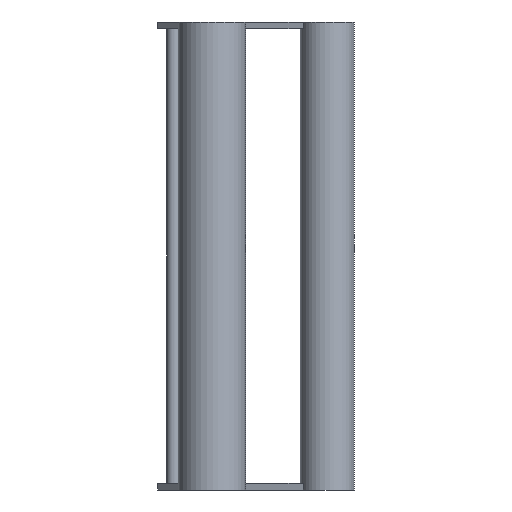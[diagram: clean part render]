
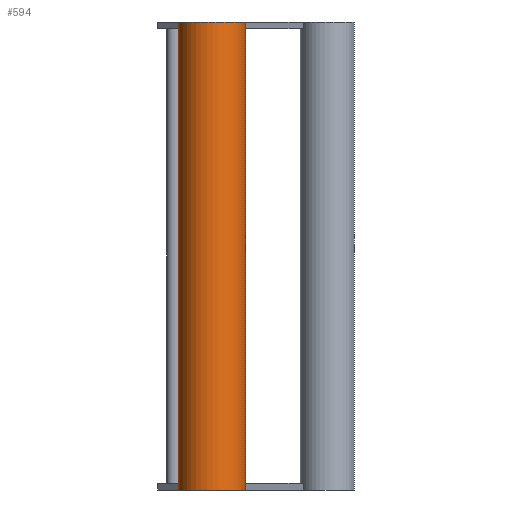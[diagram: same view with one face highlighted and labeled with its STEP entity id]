
A CAD part, left-side view. The second image highlights one B-rep face of the part: STEP entity #594.
In plain terms, the highlighted cylindrical face has radius 31.75 mm (diameter 63.5 mm), a full revolution.
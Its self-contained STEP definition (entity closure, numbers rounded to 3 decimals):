
#48=FACE_OUTER_BOUND('',#78,.T.);
#78=EDGE_LOOP('',(#495,#496,#497,#498,#499,#500,#501,#502,#503,#504,#505,
#506));
#105=LINE('',#914,#163);
#134=LINE('',#1010,#192);
#135=LINE('',#1012,#193);
#136=LINE('',#1013,#194);
#137=LINE('',#1014,#195);
#163=VECTOR('',#733,10.);
#192=VECTOR('',#816,10.);
#193=VECTOR('',#819,31.75);
#194=VECTOR('',#820,10.);
#195=VECTOR('',#821,10.);
#225=CIRCLE('',#648,31.75);
#229=CIRCLE('',#653,31.75);
#233=CIRCLE('',#658,31.75);
#234=CIRCLE('',#659,31.75);
#237=CIRCLE('',#663,31.75);
#238=CIRCLE('',#664,31.75);
#259=VERTEX_POINT('',#911);
#260=VERTEX_POINT('',#913);
#265=VERTEX_POINT('',#929);
#274=VERTEX_POINT('',#949);
#275=VERTEX_POINT('',#950);
#283=VERTEX_POINT('',#969);
#284=VERTEX_POINT('',#970);
#285=VERTEX_POINT('',#972);
#292=VERTEX_POINT('',#989);
#293=VERTEX_POINT('',#990);
#325=EDGE_CURVE('',#259,#260,#105,.T.);
#333=EDGE_CURVE('',#260,#265,#225,.T.);
#343=EDGE_CURVE('',#274,#275,#229,.T.);
#353=EDGE_CURVE('',#283,#284,#233,.T.);
#354=EDGE_CURVE('',#284,#285,#234,.T.);
#363=EDGE_CURVE('',#292,#293,#237,.T.);
#364=EDGE_CURVE('',#293,#259,#238,.T.);
#374=EDGE_CURVE('',#292,#265,#134,.T.);
#375=EDGE_CURVE('',#293,#284,#135,.T.);
#376=EDGE_CURVE('',#283,#275,#136,.T.);
#377=EDGE_CURVE('',#285,#274,#137,.T.);
#495=ORIENTED_EDGE('',*,*,#374,.T.);
#496=ORIENTED_EDGE('',*,*,#333,.F.);
#497=ORIENTED_EDGE('',*,*,#325,.F.);
#498=ORIENTED_EDGE('',*,*,#364,.F.);
#499=ORIENTED_EDGE('',*,*,#375,.T.);
#500=ORIENTED_EDGE('',*,*,#353,.F.);
#501=ORIENTED_EDGE('',*,*,#376,.T.);
#502=ORIENTED_EDGE('',*,*,#343,.F.);
#503=ORIENTED_EDGE('',*,*,#377,.F.);
#504=ORIENTED_EDGE('',*,*,#354,.F.);
#505=ORIENTED_EDGE('',*,*,#375,.F.);
#506=ORIENTED_EDGE('',*,*,#363,.F.);
#577=CYLINDRICAL_SURFACE('',#668,31.75);
#594=ADVANCED_FACE('',(#48),#577,.T.);
#648=AXIS2_PLACEMENT_3D('',#930,#751,#752);
#653=AXIS2_PLACEMENT_3D('',#951,#767,#768);
#658=AXIS2_PLACEMENT_3D('',#971,#783,#784);
#659=AXIS2_PLACEMENT_3D('',#973,#785,#786);
#663=AXIS2_PLACEMENT_3D('',#991,#799,#800);
#664=AXIS2_PLACEMENT_3D('',#992,#801,#802);
#668=AXIS2_PLACEMENT_3D('',#1011,#817,#818);
#733=DIRECTION('',(0.,0.,-1.));
#751=DIRECTION('center_axis',(0.,0.,-1.));
#752=DIRECTION('ref_axis',(-1.,0.,0.));
#767=DIRECTION('center_axis',(0.,0.,1.));
#768=DIRECTION('ref_axis',(-1.,0.,0.));
#783=DIRECTION('center_axis',(0.,0.,1.));
#784=DIRECTION('ref_axis',(-1.,0.,0.));
#785=DIRECTION('center_axis',(0.,0.,1.));
#786=DIRECTION('ref_axis',(-1.,0.,0.));
#799=DIRECTION('center_axis',(0.,0.,-1.));
#800=DIRECTION('ref_axis',(-1.,0.,0.));
#801=DIRECTION('center_axis',(0.,0.,-1.));
#802=DIRECTION('ref_axis',(-1.,0.,0.));
#816=DIRECTION('',(0.,0.,-1.));
#817=DIRECTION('center_axis',(0.,0.,-1.));
#818=DIRECTION('ref_axis',(-1.,0.,0.));
#819=DIRECTION('',(0.,0.,1.));
#820=DIRECTION('',(0.,0.,1.));
#821=DIRECTION('',(0.,0.,1.));
#911=CARTESIAN_POINT('',(-641.565,78.21,136.5));
#913=CARTESIAN_POINT('',(-641.565,78.21,130.));
#914=CARTESIAN_POINT('',(-641.565,78.21,136.5));
#929=CARTESIAN_POINT('',(-645.606,115.06,130.));
#930=CARTESIAN_POINT('Origin',(-669.21,93.825,130.));
#949=CARTESIAN_POINT('',(-645.606,115.06,570.));
#950=CARTESIAN_POINT('',(-641.565,78.21,570.));
#951=CARTESIAN_POINT('Origin',(-669.21,93.825,570.));
#969=CARTESIAN_POINT('',(-641.565,78.21,563.5));
#970=CARTESIAN_POINT('',(-637.46,93.825,563.5));
#971=CARTESIAN_POINT('Origin',(-669.21,93.825,563.5));
#972=CARTESIAN_POINT('',(-645.606,115.06,563.5));
#973=CARTESIAN_POINT('Origin',(-669.21,93.825,563.5));
#989=CARTESIAN_POINT('',(-645.606,115.06,136.5));
#990=CARTESIAN_POINT('',(-637.46,93.825,136.5));
#991=CARTESIAN_POINT('Origin',(-669.21,93.825,136.5));
#992=CARTESIAN_POINT('Origin',(-669.21,93.825,136.5));
#1010=CARTESIAN_POINT('',(-645.606,115.06,136.5));
#1011=CARTESIAN_POINT('Origin',(-669.21,93.825,136.5));
#1012=CARTESIAN_POINT('',(-637.46,93.825,136.5));
#1013=CARTESIAN_POINT('',(-641.565,78.21,563.5));
#1014=CARTESIAN_POINT('',(-645.606,115.06,563.5));
